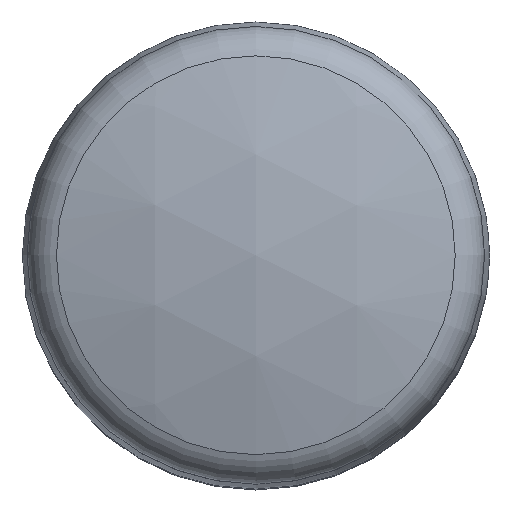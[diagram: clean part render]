
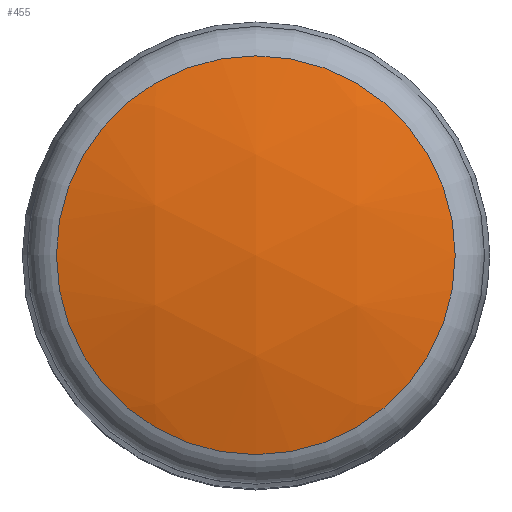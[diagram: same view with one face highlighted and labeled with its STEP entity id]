
A CAD part, top view. The second image highlights one B-rep face of the part: STEP entity #455.
In plain terms, the highlighted spherical face has radius 173.372 mm.
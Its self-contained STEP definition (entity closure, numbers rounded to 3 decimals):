
#435=CARTESIAN_POINT('',(0.0,-49.68,252.73));
#436=VERTEX_POINT('',#435);
#437=CARTESIAN_POINT('',(0.,0.,252.73));
#438=DIRECTION('',(0.0,0.0,-1.0));
#439=DIRECTION('',(0.0,1.0,0.0));
#440=AXIS2_PLACEMENT_3D('',#437,#438,#439);
#441=CIRCLE('',#440,49.68);
#442=EDGE_CURVE('',#436,#436,#441,.T.);
#447=CARTESIAN_POINT('',(0.,0.,86.628));
#448=DIRECTION('',(1.0,0.0,0.0));
#449=DIRECTION('',(0.0,0.0,-1.0));
#450=AXIS2_PLACEMENT_3D('',#447,#448,#449);
#451=SPHERICAL_SURFACE('',#450,173.372);
#452=ORIENTED_EDGE('',*,*,#442,.F.);
#453=EDGE_LOOP('',(#452));
#454=FACE_OUTER_BOUND('',#453,.T.);
#455=ADVANCED_FACE('',(#454),#451,.T.);
